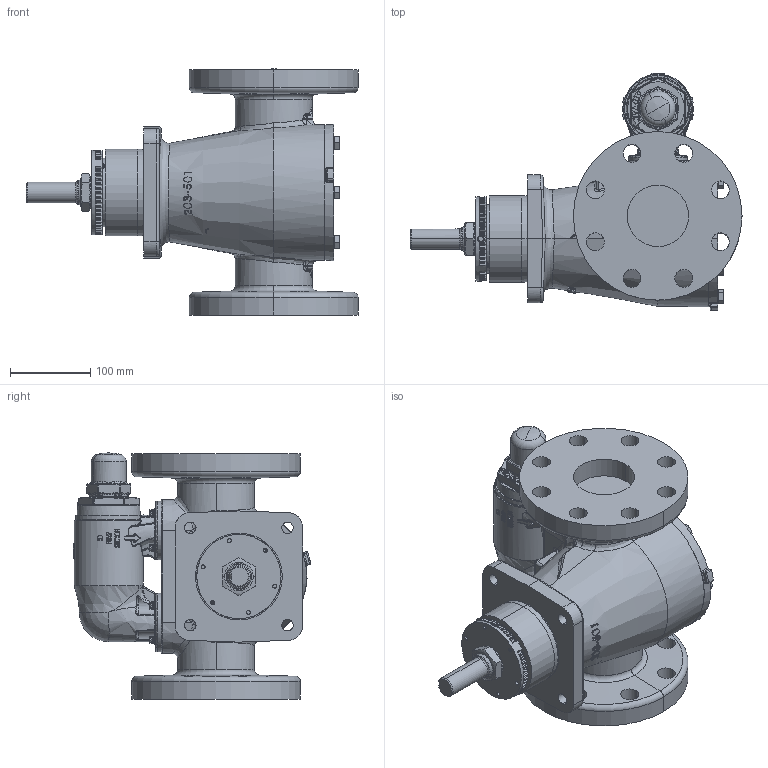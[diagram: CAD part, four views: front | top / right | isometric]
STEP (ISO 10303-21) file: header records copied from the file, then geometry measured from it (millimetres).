
FILE_DESCRIPTION (( 'STEP AP214' ), '1' );
FILE_NAME ('AV-815.STEP', '2019-05-24T18:51:18', ( '' ), ( '' ), 'SwSTEP 2.0', 'SolidWorks 2018', '' );
FILE_SCHEMA (( 'AUTOMOTIVE_DESIGN' ));
Length unit declared in the file: inch
Products named in the file (1): AV-815
Bounding box: 412.6 x 295.04 x 306.12 mm (x, y, z)
Volume: 8809801.7 mm3; surface area: 501432.6 mm2
Topology: 1 solids, 2 shells, 2379 faces, 6183 edges, 3818 vertices
Faces by surface type: plane 763, bspline 658, cylinder 584, cone 212, torus 98, sphere 64
Entity records: 121230 total; most frequent: CARTESIAN_POINT 58452, ORIENTED_EDGE 12182, DIRECTION 9343, EDGE_CURVE 6091, VERTEX_POINT 3809, AXIS2_PLACEMENT_3D 3773, EDGE_LOOP 2514, ADVANCED_FACE 2379
